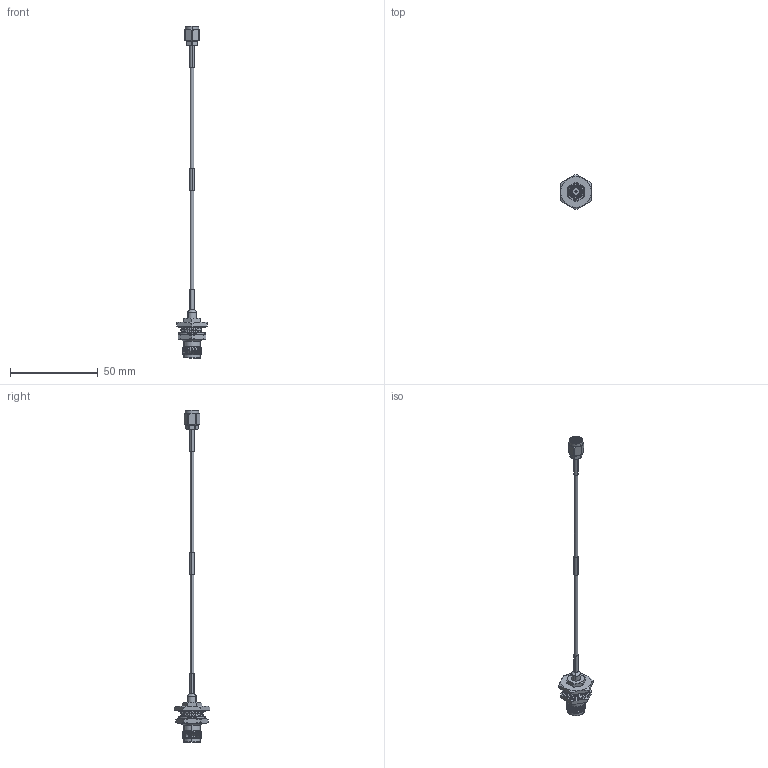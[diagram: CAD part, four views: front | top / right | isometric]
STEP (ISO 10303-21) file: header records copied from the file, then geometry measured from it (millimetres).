
FILE_DESCRIPTION (( 'STEP AP214' ), '1' );
FILE_NAME ('LCCA30557.step', '2020-06-19T22:27:56', ( '' ), ( '' ), 'SwSTEP 2.0', 'SolidWorks 2018', '' );
FILE_SCHEMA (( 'AUTOMOTIVE_DESIGN' ));
Length unit declared in the file: inch
Products named in the file (6): LCCN3044_HS; LC085TB (085 FORMABLE); LCCN3063; LCCA30557; 1AW01-002_.08 ID; LCCN3042
Assembly tree (6 placements, depth 2):
  LCCA30557
    LC085TB (085 FORMABLE)
    1AW01-002_.08 ID  x2
    LCCN3042
    LCCN3044_HS
    LCCN3063
Bounding box: 17.48 x 20.18 x 188.65 mm (x, y, z)
Volume: 3482.8 mm3; surface area: 5339.8 mm2
Topology: 10 solids, 10 shells, 393 faces, 1020 edges, 666 vertices
Faces by surface type: cylinder 128, plane 94, cone 86, bspline 81, torus 4
Entity records: 27228 total; most frequent: CARTESIAN_POINT 18365, ORIENTED_EDGE 2016, DIRECTION 1450, EDGE_CURVE 1008, VERTEX_POINT 658, AXIS2_PLACEMENT_3D 573, EDGE_LOOP 416, ADVANCED_FACE 387
